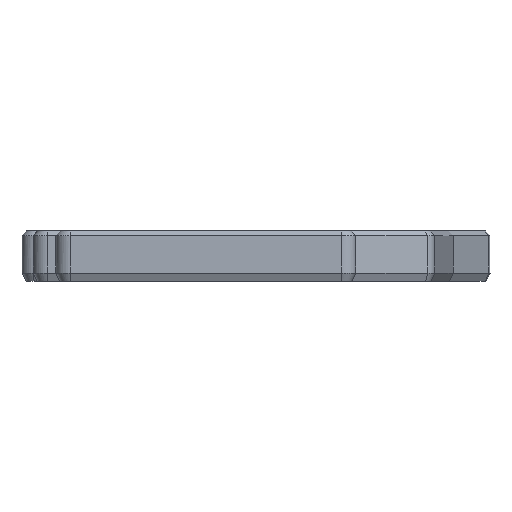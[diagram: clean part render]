
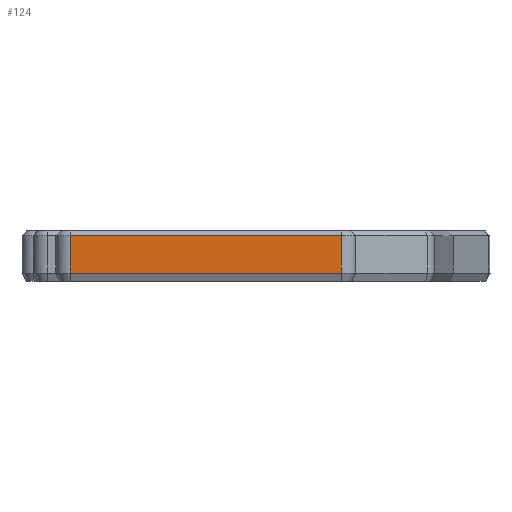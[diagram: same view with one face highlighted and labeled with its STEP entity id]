
A CAD part, left-side view. The second image highlights one B-rep face of the part: STEP entity #124.
In plain terms, the highlighted planar face has unit normal (-1, 0, 0).
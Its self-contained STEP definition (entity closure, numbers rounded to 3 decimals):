
#124=ADVANCED_FACE('',(#261),#2100,.T.);
#261=FACE_OUTER_BOUND('',#402,.T.);
#402=EDGE_LOOP('',(#819,#820,#821,#822));
#819=ORIENTED_EDGE('',*,*,#1371,.F.);
#820=ORIENTED_EDGE('',*,*,#1316,.F.);
#821=ORIENTED_EDGE('',*,*,#1373,.T.);
#822=ORIENTED_EDGE('',*,*,#1374,.F.);
#1316=EDGE_CURVE('',#1925,#1923,#1711,.T.);
#1371=EDGE_CURVE('',#1923,#1956,#1545,.T.);
#1373=EDGE_CURVE('',#1925,#1957,#1745,.T.);
#1374=EDGE_CURVE('',#1956,#1957,#1746,.T.);
#1545=(
BOUNDED_CURVE()
B_SPLINE_CURVE(1,(#3624,#3625),.UNSPECIFIED.,.F.,.F.)
B_SPLINE_CURVE_WITH_KNOTS((2,2),(1.,8.9),.UNSPECIFIED.)
CURVE()
GEOMETRIC_REPRESENTATION_ITEM()
RATIONAL_B_SPLINE_CURVE((1.,1.))
REPRESENTATION_ITEM('')
);
#1711=B_SPLINE_CURVE_WITH_KNOTS('',1,(#3477,#3478),.UNSPECIFIED.,.F.,.F.,
(2,2),(0.,57.154),.UNSPECIFIED.);
#1745=B_SPLINE_CURVE_WITH_KNOTS('',1,(#3629,#3630),.UNSPECIFIED.,.F.,.F.,
(2,2),(1.,8.9),.UNSPECIFIED.);
#1746=B_SPLINE_CURVE_WITH_KNOTS('',1,(#3631,#3632),.UNSPECIFIED.,.F.,.F.,
(2,2),(-5.432,52.135),.UNSPECIFIED.);
#1923=VERTEX_POINT('',#2781);
#1925=VERTEX_POINT('',#2783);
#1956=VERTEX_POINT('',#2814);
#1957=VERTEX_POINT('',#2815);
#2100=PLANE('',#2227);
#2227=AXIS2_PLACEMENT_3D('',#2545,#2345,$);
#2345=DIRECTION('',(-1.,0.,0.));
#2545=CARTESIAN_POINT('',(-146.892,449.6,12.18));
#2781=CARTESIAN_POINT('',(-146.892,449.6,11.18));
#2783=CARTESIAN_POINT('',(-146.892,506.754,11.18));
#2814=CARTESIAN_POINT('',(-146.892,449.6,3.28));
#2815=CARTESIAN_POINT('',(-146.892,506.754,3.28));
#3477=CARTESIAN_POINT('',(-146.892,506.754,11.18));
#3478=CARTESIAN_POINT('',(-146.892,449.6,11.18));
#3624=CARTESIAN_POINT('',(-146.892,449.6,11.18));
#3625=CARTESIAN_POINT('',(-146.892,449.6,3.28));
#3629=CARTESIAN_POINT('',(-146.892,506.754,11.18));
#3630=CARTESIAN_POINT('',(-146.892,506.754,3.28));
#3631=CARTESIAN_POINT('',(-146.892,449.6,3.28));
#3632=CARTESIAN_POINT('',(-146.892,506.754,3.28));
